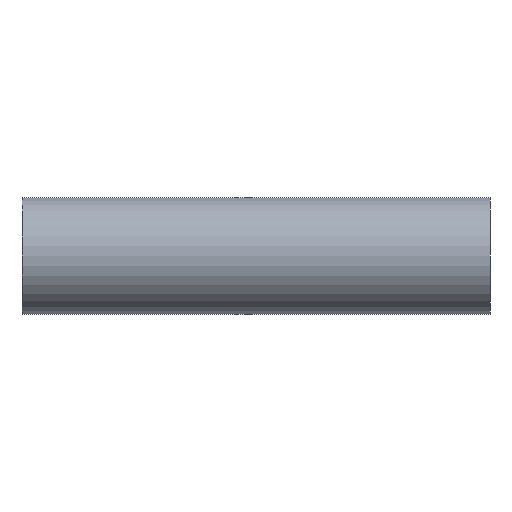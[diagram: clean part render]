
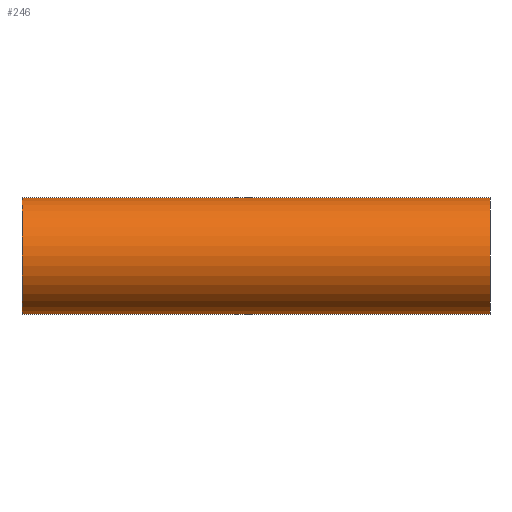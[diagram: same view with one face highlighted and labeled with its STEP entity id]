
A CAD part, left-side view. The second image highlights one B-rep face of the part: STEP entity #246.
In plain terms, the highlighted cylindrical face has radius 12.696 mm (diameter 25.392 mm), a partial arc.
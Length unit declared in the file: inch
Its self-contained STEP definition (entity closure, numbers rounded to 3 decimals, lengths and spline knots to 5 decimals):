
#2 = LINE ( 'NONE', #14, #9 ) ;
#9 = VECTOR ( 'NONE', #12, 39.37008 ) ;
#12 = DIRECTION ( 'NONE',  ( 0., -1., 0. ) ) ;
#14 = CARTESIAN_POINT ( 'NONE',  ( 0., 4., 0.49985 ) ) ;
#18 = VERTEX_POINT ( 'NONE', #201 ) ;
#22 = DIRECTION ( 'NONE',  ( 0., 0., -1. ) ) ;
#23 = VERTEX_POINT ( 'NONE', #67 ) ;
#29 = FACE_OUTER_BOUND ( 'NONE', #156, .T. ) ;
#37 = VERTEX_POINT ( 'NONE', #125 ) ;
#43 = DIRECTION ( 'NONE',  ( 0., -1., 0. ) ) ;
#49 = CYLINDRICAL_SURFACE ( 'NONE', #73, 0.49985 ) ;
#50 = ORIENTED_EDGE ( 'NONE', *, *, #118, .F. ) ;
#61 = EDGE_CURVE ( 'NONE', #119, #18, #103, .T. ) ;
#67 = CARTESIAN_POINT ( 'NONE',  ( 0., 4., -0.49985 ) ) ;
#73 = AXIS2_PLACEMENT_3D ( 'NONE', #213, #43, #22 ) ;
#85 = CARTESIAN_POINT ( 'NONE',  ( 0., 4., 0. ) ) ;
#88 = CARTESIAN_POINT ( 'NONE',  ( 0., 4., -0.49985 ) ) ;
#93 = ORIENTED_EDGE ( 'NONE', *, *, #120, .T. ) ;
#100 = LINE ( 'NONE', #88, #218 ) ;
#103 = CIRCLE ( 'NONE', #133, 0.49985 ) ;
#106 = ORIENTED_EDGE ( 'NONE', *, *, #108, .F. ) ;
#107 = DIRECTION ( 'NONE',  ( 0., 0., 1. ) ) ;
#108 = EDGE_CURVE ( 'NONE', #37, #18, #2, .T. ) ;
#118 = EDGE_CURVE ( 'NONE', #23, #37, #159, .T. ) ;
#119 = VERTEX_POINT ( 'NONE', #151 ) ;
#120 = EDGE_CURVE ( 'NONE', #23, #119, #100, .T. ) ;
#123 = DIRECTION ( 'NONE',  ( 0., -1., 0. ) ) ;
#125 = CARTESIAN_POINT ( 'NONE',  ( 0., 4., 0.49985 ) ) ;
#133 = AXIS2_PLACEMENT_3D ( 'NONE', #186, #173, #188 ) ;
#151 = CARTESIAN_POINT ( 'NONE',  ( 0., 0., -0.49985 ) ) ;
#153 = ORIENTED_EDGE ( 'NONE', *, *, #61, .T. ) ;
#155 = DIRECTION ( 'NONE',  ( 0., 1., 0. ) ) ;
#156 = EDGE_LOOP ( 'NONE', ( #106, #50, #93, #153 ) ) ;
#159 = CIRCLE ( 'NONE', #182, 0.49985 ) ;
#173 = DIRECTION ( 'NONE',  ( 0., 1., 0. ) ) ;
#182 = AXIS2_PLACEMENT_3D ( 'NONE', #85, #155, #107 ) ;
#186 = CARTESIAN_POINT ( 'NONE',  ( 0., 0., 0. ) ) ;
#188 = DIRECTION ( 'NONE',  ( 0., 0., 1. ) ) ;
#201 = CARTESIAN_POINT ( 'NONE',  ( 0., 0., 0.49985 ) ) ;
#213 = CARTESIAN_POINT ( 'NONE',  ( 0., 4., 0. ) ) ;
#218 = VECTOR ( 'NONE', #123, 39.37008 ) ;
#246 = ADVANCED_FACE ( 'NONE', ( #29 ), #49, .T. ) ;
